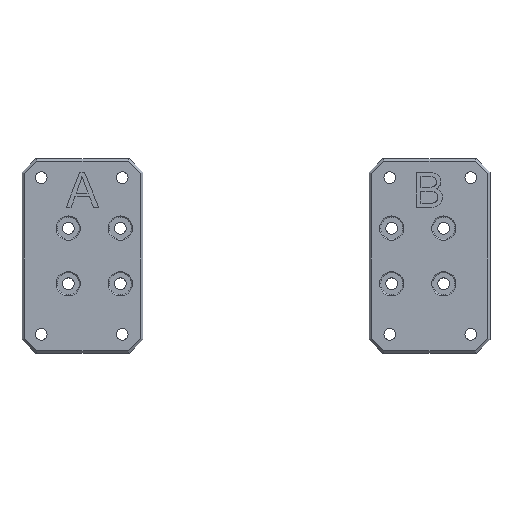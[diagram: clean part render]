
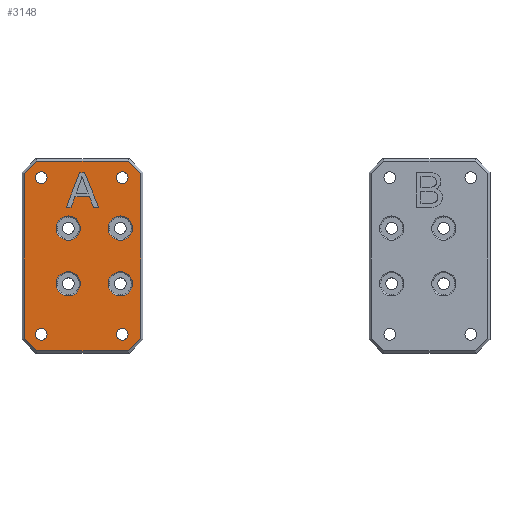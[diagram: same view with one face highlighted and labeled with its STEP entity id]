
A CAD part, top view. The second image highlights one B-rep face of the part: STEP entity #3148.
In plain terms, the highlighted planar face has unit normal (0, 0, 1).
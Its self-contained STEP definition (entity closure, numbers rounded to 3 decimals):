
#2887=CARTESIAN_POINT('',(-775.521,-142.475,27.5));
#2888=DIRECTION('',(0.,0.,1.));
#2889=DIRECTION('',(1.,0.,0.));
#2890=AXIS2_PLACEMENT_3D('',#2887,#2888,#2889);
#2891=PLANE('',#2890);
#2892=CARTESIAN_POINT('',(57.299,230.821,27.5));
#2893=VERTEX_POINT('',#2892);
#2894=CARTESIAN_POINT('',(60.699,230.821,27.5));
#2895=VERTEX_POINT('',#2894);
#2896=CARTESIAN_POINT('',(58.999,230.821,27.5));
#2897=DIRECTION('',(0.,0.,1.));
#2898=DIRECTION('',(1.,0.,-0.));
#2899=AXIS2_PLACEMENT_3D('',#2896,#2897,#2898);
#2900=CIRCLE('',#2899,1.7);
#2901=EDGE_CURVE('',#2893,#2895,#2900,.T.);
#2902=ORIENTED_EDGE('',*,*,#2901,.F.);
#2903=CARTESIAN_POINT('',(58.999,230.821,27.5));
#2904=DIRECTION('',(0.,0.,1.));
#2905=DIRECTION('',(1.,0.,-0.));
#2906=AXIS2_PLACEMENT_3D('',#2903,#2904,#2905);
#2907=CIRCLE('',#2906,1.7);
#2908=EDGE_CURVE('',#2895,#2893,#2907,.T.);
#2909=ORIENTED_EDGE('',*,*,#2908,.F.);
#2910=EDGE_LOOP('',(#2902,#2909));
#2911=FACE_BOUND('',#2910,.T.);
#2912=CARTESIAN_POINT('',(57.299,185.821,27.5));
#2913=VERTEX_POINT('',#2912);
#2914=CARTESIAN_POINT('',(60.699,185.821,27.5));
#2915=VERTEX_POINT('',#2914);
#2916=CARTESIAN_POINT('',(58.999,185.821,27.5));
#2917=DIRECTION('',(0.,0.,1.));
#2918=DIRECTION('',(1.,0.,-0.));
#2919=AXIS2_PLACEMENT_3D('',#2916,#2917,#2918);
#2920=CIRCLE('',#2919,1.7);
#2921=EDGE_CURVE('',#2913,#2915,#2920,.T.);
#2922=ORIENTED_EDGE('',*,*,#2921,.F.);
#2923=CARTESIAN_POINT('',(58.999,185.821,27.5));
#2924=DIRECTION('',(0.,0.,1.));
#2925=DIRECTION('',(1.,0.,-0.));
#2926=AXIS2_PLACEMENT_3D('',#2923,#2924,#2925);
#2927=CIRCLE('',#2926,1.7);
#2928=EDGE_CURVE('',#2915,#2913,#2927,.T.);
#2929=ORIENTED_EDGE('',*,*,#2928,.F.);
#2930=EDGE_LOOP('',(#2922,#2929));
#2931=FACE_BOUND('',#2930,.T.);
#2932=CARTESIAN_POINT('',(80.599,185.821,27.5));
#2933=VERTEX_POINT('',#2932);
#2934=CARTESIAN_POINT('',(83.999,185.821,27.5));
#2935=VERTEX_POINT('',#2934);
#2936=CARTESIAN_POINT('',(82.299,185.821,27.5));
#2937=DIRECTION('',(0.,0.,1.));
#2938=DIRECTION('',(1.,0.,-0.));
#2939=AXIS2_PLACEMENT_3D('',#2936,#2937,#2938);
#2940=CIRCLE('',#2939,1.7);
#2941=EDGE_CURVE('',#2933,#2935,#2940,.T.);
#2942=ORIENTED_EDGE('',*,*,#2941,.F.);
#2943=CARTESIAN_POINT('',(82.299,185.821,27.5));
#2944=DIRECTION('',(0.,0.,1.));
#2945=DIRECTION('',(1.,0.,-0.));
#2946=AXIS2_PLACEMENT_3D('',#2943,#2944,#2945);
#2947=CIRCLE('',#2946,1.7);
#2948=EDGE_CURVE('',#2935,#2933,#2947,.T.);
#2949=ORIENTED_EDGE('',*,*,#2948,.F.);
#2950=EDGE_LOOP('',(#2942,#2949));
#2951=FACE_BOUND('',#2950,.T.);
#2952=CARTESIAN_POINT('',(80.599,230.821,27.5));
#2953=VERTEX_POINT('',#2952);
#2954=CARTESIAN_POINT('',(83.999,230.821,27.5));
#2955=VERTEX_POINT('',#2954);
#2956=CARTESIAN_POINT('',(82.299,230.821,27.5));
#2957=DIRECTION('',(0.,0.,1.));
#2958=DIRECTION('',(1.,0.,-0.));
#2959=AXIS2_PLACEMENT_3D('',#2956,#2957,#2958);
#2960=CIRCLE('',#2959,1.7);
#2961=EDGE_CURVE('',#2953,#2955,#2960,.T.);
#2962=ORIENTED_EDGE('',*,*,#2961,.F.);
#2963=CARTESIAN_POINT('',(82.299,230.821,27.5));
#2964=DIRECTION('',(0.,0.,1.));
#2965=DIRECTION('',(1.,0.,-0.));
#2966=AXIS2_PLACEMENT_3D('',#2963,#2964,#2965);
#2967=CIRCLE('',#2966,1.7);
#2968=EDGE_CURVE('',#2955,#2953,#2967,.T.);
#2969=ORIENTED_EDGE('',*,*,#2968,.F.);
#2970=EDGE_LOOP('',(#2962,#2969));
#2971=FACE_BOUND('',#2970,.T.);
#2972=CARTESIAN_POINT('',(54.199,184.611,27.5));
#2973=VERTEX_POINT('',#2972);
#2974=CARTESIAN_POINT('',(57.788,181.021,27.5));
#2975=VERTEX_POINT('',#2974);
#2976=CARTESIAN_POINT('',(54.199,184.611,27.5));
#2977=DIRECTION('',(0.707,-0.707,0.));
#2978=VECTOR('',#2977,5.077);
#2979=LINE('',#2976,#2978);
#2980=EDGE_CURVE('',#2973,#2975,#2979,.T.);
#2981=ORIENTED_EDGE('',*,*,#2980,.T.);
#2982=CARTESIAN_POINT('',(84.009,181.021,27.5));
#2983=VERTEX_POINT('',#2982);
#2984=CARTESIAN_POINT('',(57.788,181.021,27.5));
#2985=DIRECTION('',(1.,0.,-0.));
#2986=VECTOR('',#2985,26.22);
#2987=LINE('',#2984,#2986);
#2988=EDGE_CURVE('',#2975,#2983,#2987,.T.);
#2989=ORIENTED_EDGE('',*,*,#2988,.T.);
#2990=CARTESIAN_POINT('',(87.599,184.611,27.5));
#2991=VERTEX_POINT('',#2990);
#2992=CARTESIAN_POINT('',(84.009,181.021,27.5));
#2993=DIRECTION('',(0.707,0.707,0.));
#2994=VECTOR('',#2993,5.077);
#2995=LINE('',#2992,#2994);
#2996=EDGE_CURVE('',#2983,#2991,#2995,.T.);
#2997=ORIENTED_EDGE('',*,*,#2996,.T.);
#2998=CARTESIAN_POINT('',(87.599,232.031,27.5));
#2999=VERTEX_POINT('',#2998);
#3000=CARTESIAN_POINT('',(87.599,184.611,27.5));
#3001=DIRECTION('',(0.,1.,0.));
#3002=VECTOR('',#3001,47.42);
#3003=LINE('',#3000,#3002);
#3004=EDGE_CURVE('',#2991,#2999,#3003,.T.);
#3005=ORIENTED_EDGE('',*,*,#3004,.T.);
#3006=CARTESIAN_POINT('',(84.009,235.621,27.5));
#3007=VERTEX_POINT('',#3006);
#3008=CARTESIAN_POINT('',(87.599,232.031,27.5));
#3009=DIRECTION('',(-0.707,0.707,0.));
#3010=VECTOR('',#3009,5.077);
#3011=LINE('',#3008,#3010);
#3012=EDGE_CURVE('',#2999,#3007,#3011,.T.);
#3013=ORIENTED_EDGE('',*,*,#3012,.T.);
#3014=CARTESIAN_POINT('',(57.788,235.621,27.5));
#3015=VERTEX_POINT('',#3014);
#3016=CARTESIAN_POINT('',(84.009,235.621,27.5));
#3017=DIRECTION('',(-1.,0.,0.));
#3018=VECTOR('',#3017,26.22);
#3019=LINE('',#3016,#3018);
#3020=EDGE_CURVE('',#3007,#3015,#3019,.T.);
#3021=ORIENTED_EDGE('',*,*,#3020,.T.);
#3022=CARTESIAN_POINT('',(54.199,232.031,27.5));
#3023=VERTEX_POINT('',#3022);
#3024=CARTESIAN_POINT('',(57.788,235.621,27.5));
#3025=DIRECTION('',(-0.707,-0.707,0.));
#3026=VECTOR('',#3025,5.077);
#3027=LINE('',#3024,#3026);
#3028=EDGE_CURVE('',#3015,#3023,#3027,.T.);
#3029=ORIENTED_EDGE('',*,*,#3028,.T.);
#3030=CARTESIAN_POINT('',(54.199,232.031,27.5));
#3031=DIRECTION('',(0.,-1.,0.));
#3032=VECTOR('',#3031,47.42);
#3033=LINE('',#3030,#3032);
#3034=EDGE_CURVE('',#3023,#2973,#3033,.T.);
#3035=ORIENTED_EDGE('',*,*,#3034,.T.);
#3036=EDGE_LOOP('',(#2981,#2989,#2997,#3005,#3013,#3021,#3029,#3035));
#3037=FACE_BOUND('',#3036,.T.);
#3038=CARTESIAN_POINT('',(70.299,200.321,27.5));
#3039=VERTEX_POINT('',#3038);
#3040=CARTESIAN_POINT('',(66.799,200.321,27.5));
#3041=DIRECTION('',(-0.,-0.,-1.));
#3042=DIRECTION('',(1.,0.,-0.));
#3043=AXIS2_PLACEMENT_3D('',#3040,#3041,#3042);
#3044=CIRCLE('',#3043,3.5);
#3045=EDGE_CURVE('',#3039,#3039,#3044,.T.);
#3046=ORIENTED_EDGE('',*,*,#3045,.T.);
#3047=EDGE_LOOP('',(#3046));
#3048=FACE_BOUND('',#3047,.T.);
#3049=CARTESIAN_POINT('',(85.299,200.321,27.5));
#3050=VERTEX_POINT('',#3049);
#3051=CARTESIAN_POINT('',(81.799,200.321,27.5));
#3052=DIRECTION('',(-0.,-0.,-1.));
#3053=DIRECTION('',(1.,0.,-0.));
#3054=AXIS2_PLACEMENT_3D('',#3051,#3052,#3053);
#3055=CIRCLE('',#3054,3.5);
#3056=EDGE_CURVE('',#3050,#3050,#3055,.T.);
#3057=ORIENTED_EDGE('',*,*,#3056,.T.);
#3058=EDGE_LOOP('',(#3057));
#3059=FACE_BOUND('',#3058,.T.);
#3060=CARTESIAN_POINT('',(85.299,216.321,27.5));
#3061=VERTEX_POINT('',#3060);
#3062=CARTESIAN_POINT('',(81.799,216.321,27.5));
#3063=DIRECTION('',(-0.,-0.,-1.));
#3064=DIRECTION('',(1.,0.,-0.));
#3065=AXIS2_PLACEMENT_3D('',#3062,#3063,#3064);
#3066=CIRCLE('',#3065,3.5);
#3067=EDGE_CURVE('',#3061,#3061,#3066,.T.);
#3068=ORIENTED_EDGE('',*,*,#3067,.T.);
#3069=EDGE_LOOP('',(#3068));
#3070=FACE_BOUND('',#3069,.T.);
#3071=CARTESIAN_POINT('',(70.299,216.321,27.5));
#3072=VERTEX_POINT('',#3071);
#3073=CARTESIAN_POINT('',(66.799,216.321,27.5));
#3074=DIRECTION('',(-0.,-0.,-1.));
#3075=DIRECTION('',(1.,0.,-0.));
#3076=AXIS2_PLACEMENT_3D('',#3073,#3074,#3075);
#3077=CIRCLE('',#3076,3.5);
#3078=EDGE_CURVE('',#3072,#3072,#3077,.T.);
#3079=ORIENTED_EDGE('',*,*,#3078,.T.);
#3080=EDGE_LOOP('',(#3079));
#3081=FACE_BOUND('',#3080,.T.);
#3082=CARTESIAN_POINT('',(67.627,222.325,27.5));
#3083=VERTEX_POINT('',#3082);
#3084=CARTESIAN_POINT('',(66.222,222.325,27.5));
#3085=VERTEX_POINT('',#3084);
#3086=CARTESIAN_POINT('',(67.627,222.325,27.5));
#3087=DIRECTION('',(-1.,0.,0.));
#3088=VECTOR('',#3087,1.404);
#3089=LINE('',#3086,#3088);
#3090=EDGE_CURVE('',#3083,#3085,#3089,.T.);
#3091=ORIENTED_EDGE('',*,*,#3090,.T.);
#3092=CARTESIAN_POINT('',(70.06,232.318,27.5));
#3093=VERTEX_POINT('',#3092);
#3094=CARTESIAN_POINT('',(66.222,222.325,27.5));
#3095=DIRECTION('',(0.359,0.934,0.));
#3096=VECTOR('',#3095,10.705);
#3097=LINE('',#3094,#3096);
#3098=EDGE_CURVE('',#3085,#3093,#3097,.T.);
#3099=ORIENTED_EDGE('',*,*,#3098,.T.);
#3100=CARTESIAN_POINT('',(71.485,232.318,27.5));
#3101=VERTEX_POINT('',#3100);
#3102=CARTESIAN_POINT('',(70.06,232.318,27.5));
#3103=DIRECTION('',(1.,0.,-0.));
#3104=VECTOR('',#3103,1.425);
#3105=LINE('',#3102,#3104);
#3106=EDGE_CURVE('',#3093,#3101,#3105,.T.);
#3107=ORIENTED_EDGE('',*,*,#3106,.T.);
#3108=CARTESIAN_POINT('',(75.575,222.325,27.5));
#3109=VERTEX_POINT('',#3108);
#3110=CARTESIAN_POINT('',(71.485,232.318,27.5));
#3111=DIRECTION('',(0.379,-0.925,0.));
#3112=VECTOR('',#3111,10.798);
#3113=LINE('',#3110,#3112);
#3114=EDGE_CURVE('',#3101,#3109,#3113,.T.);
#3115=ORIENTED_EDGE('',*,*,#3114,.T.);
#3116=CARTESIAN_POINT('',(74.068,222.325,27.5));
#3117=VERTEX_POINT('',#3116);
#3118=CARTESIAN_POINT('',(75.575,222.325,27.5));
#3119=DIRECTION('',(-1.,0.,0.));
#3120=VECTOR('',#3119,1.506);
#3121=LINE('',#3118,#3120);
#3122=EDGE_CURVE('',#3109,#3117,#3121,.T.);
#3123=ORIENTED_EDGE('',*,*,#3122,.T.);
#3124=CARTESIAN_POINT('',(72.903,225.351,27.5));
#3125=VERTEX_POINT('',#3124);
#3126=CARTESIAN_POINT('',(74.068,222.325,27.5));
#3127=DIRECTION('',(-0.359,0.933,0.));
#3128=VECTOR('',#3127,3.243);
#3129=LINE('',#3126,#3128);
#3130=EDGE_CURVE('',#3117,#3125,#3129,.T.);
#3131=ORIENTED_EDGE('',*,*,#3130,.T.);
#3132=CARTESIAN_POINT('',(68.724,225.351,27.5));
#3133=VERTEX_POINT('',#3132);
#3134=CARTESIAN_POINT('',(72.903,225.351,27.5));
#3135=DIRECTION('',(-1.,0.,0.));
#3136=VECTOR('',#3135,4.179);
#3137=LINE('',#3134,#3136);
#3138=EDGE_CURVE('',#3125,#3133,#3137,.T.);
#3139=ORIENTED_EDGE('',*,*,#3138,.T.);
#3140=CARTESIAN_POINT('',(68.724,225.351,27.5));
#3141=DIRECTION('',(-0.341,-0.94,0.));
#3142=VECTOR('',#3141,3.219);
#3143=LINE('',#3140,#3142);
#3144=EDGE_CURVE('',#3133,#3083,#3143,.T.);
#3145=ORIENTED_EDGE('',*,*,#3144,.T.);
#3146=EDGE_LOOP('',(#3091,#3099,#3107,#3115,#3123,#3131,#3139,#3145));
#3147=FACE_BOUND('',#3146,.T.);
#3148=ADVANCED_FACE('',(#2911,#2931,#2951,#2971,#3037,#3048,#3059,#3070,#3081,#3147),#2891,.T.);
